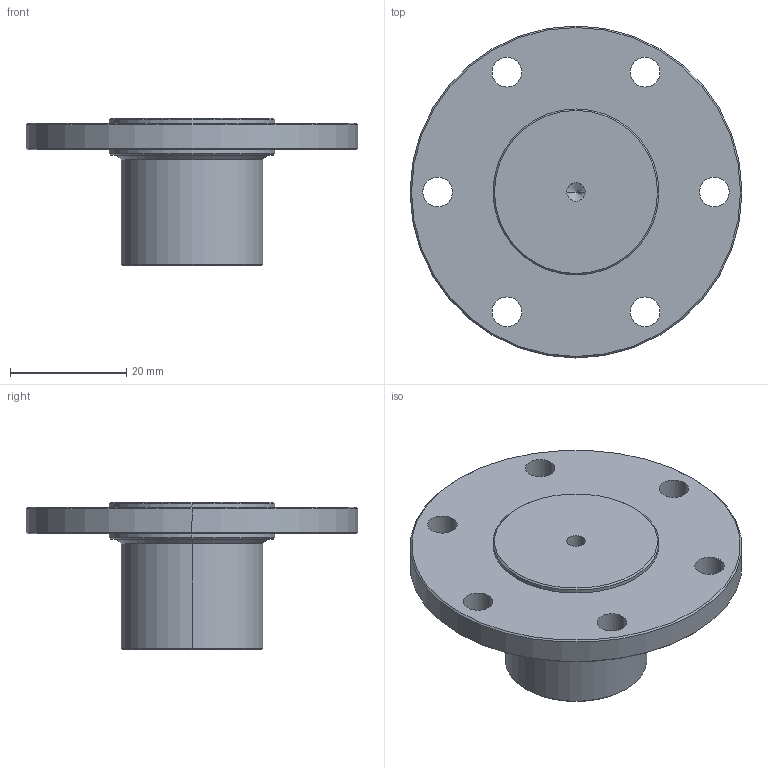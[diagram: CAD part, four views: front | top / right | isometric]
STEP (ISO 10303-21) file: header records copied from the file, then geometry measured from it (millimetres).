
FILE_DESCRIPTION (( 'STEP AP214' ), '1' );
FILE_NAME ('am-3865 Blank Hub.STEP', '2018-02-28T17:04:13', ( '' ), ( '' ), 'SwSTEP 2.0', 'SolidWorks 2017', '' );
FILE_SCHEMA (( 'AUTOMOTIVE_DESIGN' ));
Length unit declared in the file: inch
Products named in the file (1): am-3865 Blank Hub
Bounding box: 57.15 x 57.15 x 25.4 mm (x, y, z)
Volume: 21156.1 mm3; surface area: 7701.6 mm2
Topology: 1 solids, 1 shells, 41 faces, 94 edges, 57 vertices
Faces by surface type: cylinder 22, cone 14, plane 5
Entity records: 1222 total; most frequent: DIRECTION 232, CARTESIAN_POINT 191, ORIENTED_EDGE 184, AXIS2_PLACEMENT_3D 98, EDGE_CURVE 92, VERTEX_POINT 57, EDGE_LOOP 57, CIRCLE 56
